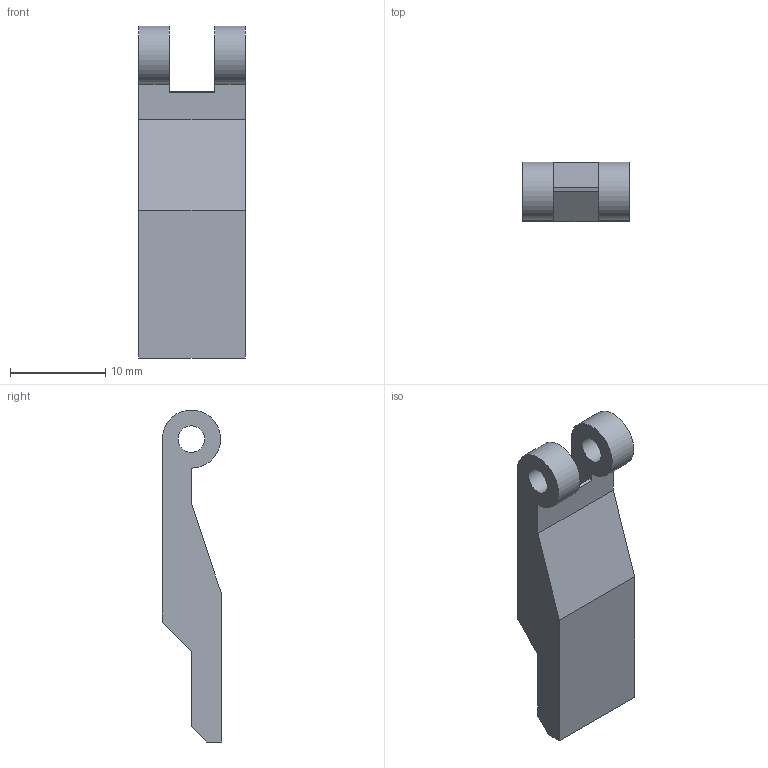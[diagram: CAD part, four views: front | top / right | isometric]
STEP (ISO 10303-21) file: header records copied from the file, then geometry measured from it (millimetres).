
FILE_DESCRIPTION(/* description */ (''),/* implementation_level */ '2;1');
FILE_NAME(/* name */ 'SEAR[1.1].step',/* time_stamp */ '2021-03-01T09:32:55-05:00',/* author */ (''),/* organization */ (''),/* preprocessor_version */ 'ST-DEVELOPER v18.1',/* originating_system */ 'Autodesk Translation Framework v9.7.0.1280',/* authorisation */ '');
FILE_SCHEMA (('AUTOMOTIVE_DESIGN { 1 0 10303 214 3 1 1 }'));
Length unit declared in the file: millimetre
Products named in the file (1): SEAR[1.1]
Bounding box: 11.18 x 6.22 x 34.8 mm (x, y, z)
Volume: 1419.2 mm3; surface area: 1202.3 mm2
Topology: 1 solids, 1 shells, 19 faces, 50 edges, 33 vertices
Faces by surface type: plane 14, cylinder 4, cone 1
Full cylindrical faces by diameter (mm): 2.778 x2
Entity records: 626 total; most frequent: CARTESIAN_POINT 103, ORIENTED_EDGE 100, DIRECTION 99, EDGE_CURVE 50, LINE 41, VECTOR 41, VERTEX_POINT 33, AXIS2_PLACEMENT_3D 29
